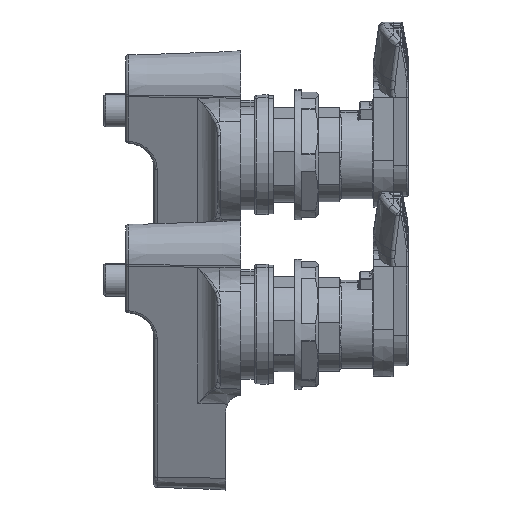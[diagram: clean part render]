
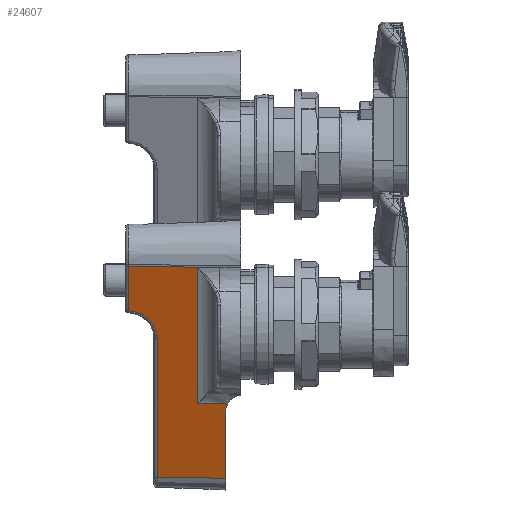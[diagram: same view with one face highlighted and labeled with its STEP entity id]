
A CAD part, left-side view. The second image highlights one B-rep face of the part: STEP entity #24607.
In plain terms, the highlighted face is planar.
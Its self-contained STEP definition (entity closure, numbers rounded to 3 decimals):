
#3267 = CARTESIAN_POINT ( 'NONE',  ( -21.75, 33.535, -9.012 ) ) ;
#4040 = CARTESIAN_POINT ( 'NONE',  ( 25.409, 4.5, -7.148 ) ) ;
#4089 = CARTESIAN_POINT ( 'NONE',  ( 22.788, 3.897, -7.329 ) ) ;
#4090 = CARTESIAN_POINT ( 'NONE',  ( 23.609, 4.296, -7.265 ) ) ;
#4091 = CARTESIAN_POINT ( 'NONE',  ( 24.497, 4.5, -7.204 ) ) ;
#4092 = CARTESIAN_POINT ( 'NONE',  ( 25.409, 4.5, -7.148 ) ) ;
#4093 =( BOUNDED_CURVE ( )  B_SPLINE_CURVE ( 3, ( #4092, #4091, #4090, #4089 ),
 .UNSPECIFIED., .F., .F. ) 
 B_SPLINE_CURVE_WITH_KNOTS ( ( 4, 4 ),
 ( 4.192, 4.644 ),
 .UNSPECIFIED. ) 
 CURVE ( )  GEOMETRIC_REPRESENTATION_ITEM ( )  RATIONAL_B_SPLINE_CURVE ( ( 1., 0.983, 0.983, 1. ) ) 
 REPRESENTATION_ITEM ( '' )  );
#4333 = CARTESIAN_POINT ( 'NONE',  ( 46.956, 4.5, -5.832 ) ) ;
#4334 = DIRECTION ( 'NONE',  ( -0.998, 0., -0.061 ) ) ;
#4335 = VECTOR ( 'NONE', #4334, 1000. ) ;
#4336 = CARTESIAN_POINT ( 'NONE',  ( -21.688, 4.5, -10.024 ) ) ;
#4337 = LINE ( 'NONE', #4336, #4335 ) ;
#4381 = CARTESIAN_POINT ( 'NONE',  ( 46.912, 25.035, -5.116 ) ) ;
#4382 = DIRECTION ( 'NONE',  ( 0.002, -0.999, -0.035 ) ) ;
#4383 = VECTOR ( 'NONE', #4382, 1000. ) ;
#4384 = CARTESIAN_POINT ( 'NONE',  ( 46.966, 0., -5.989 ) ) ;
#4385 = LINE ( 'NONE', #4384, #4383 ) ;
#4435 = DIRECTION ( 'NONE',  ( 0.998, 0., 0.061 ) ) ;
#4436 = VECTOR ( 'NONE', #4435, 1000. ) ;
#4437 = CARTESIAN_POINT ( 'NONE',  ( -21.732, 25.035, -9.308 ) ) ;
#4438 = CARTESIAN_POINT ( 'NONE',  ( 1.776, 25.035, -7.873 ) ) ;
#4439 = CARTESIAN_POINT ( 'NONE',  ( -3.267, 25.035, -8.181 ) ) ;
#4441 = CARTESIAN_POINT ( 'NONE',  ( -6.93, 28.5, -8.283 ) ) ;
#4442 = CARTESIAN_POINT ( 'NONE',  ( -7.21, 33.535, -8.124 ) ) ;
#4443 =( BOUNDED_CURVE ( )  B_SPLINE_CURVE ( 3, ( #4442, #4441, #4439, #4438 ),
 .UNSPECIFIED., .F., .T. ) 
 B_SPLINE_CURVE_WITH_KNOTS ( ( 4, 4 ),
 ( 2.677, 4.192 ),
 .UNSPECIFIED. ) 
 CURVE ( )  GEOMETRIC_REPRESENTATION_ITEM ( )  RATIONAL_B_SPLINE_CURVE ( ( 1., 0.818, 0.818, 1. ) ) 
 REPRESENTATION_ITEM ( '' )  );
#4444 = LINE ( 'NONE', #4437, #4436 ) ;
#4445 = CARTESIAN_POINT ( 'NONE',  ( 1.776, 25.035, -7.873 ) ) ;
#4446 = CARTESIAN_POINT ( 'NONE',  ( -7.21, 33.535, -8.124 ) ) ;
#4447 = DIRECTION ( 'NONE',  ( 0.998, 0., 0.061 ) ) ;
#4448 = VECTOR ( 'NONE', #4447, 1000. ) ;
#4449 = CARTESIAN_POINT ( 'NONE',  ( -7.269, 33.535, -8.128 ) ) ;
#4450 = LINE ( 'NONE', #4449, #4448 ) ;
#4451 = CARTESIAN_POINT ( 'NONE',  ( -21.691, 6.213, -9.964 ) ) ;
#4452 = DIRECTION ( 'NONE',  ( 0.002, -0.999, -0.035 ) ) ;
#4453 = VECTOR ( 'NONE', #4452, 1000. ) ;
#4454 = CARTESIAN_POINT ( 'NONE',  ( -21.678, 0., -10.181 ) ) ;
#4455 = LINE ( 'NONE', #4454, #4453 ) ;
#4491 = DIRECTION ( 'NONE',  ( -0.998, 0., -0.061 ) ) ;
#4501 = CARTESIAN_POINT ( 'NONE',  ( -21.678, 0., -10.181 ) ) ;
#4502 = DIRECTION ( 'NONE',  ( 0.061, 0.035, -0.998 ) ) ;
#4503 = PLANE ( 'NONE',  #4505 ) ;
#4505 = AXIS2_PLACEMENT_3D ( 'NONE', #4501, #4502, #4491 ) ;
#4506 = FACE_OUTER_BOUND ( 'NONE', #24610, .T. ) ;
#4591 = CARTESIAN_POINT ( 'NONE',  ( -21.691, 6.213, -9.964 ) ) ;
#4592 = CARTESIAN_POINT ( 'NONE',  ( -21.687, 6.475, -9.955 ) ) ;
#4593 = CARTESIAN_POINT ( 'NONE',  ( -21.683, 6.738, -9.946 ) ) ;
#4594 = CARTESIAN_POINT ( 'NONE',  ( -21.679, 7., -9.936 ) ) ;
#4595 = CARTESIAN_POINT ( 'NONE',  ( -21.65, 8.93, -9.867 ) ) ;
#4596 = CARTESIAN_POINT ( 'NONE',  ( -21.62, 10.86, -9.798 ) ) ;
#4597 = CARTESIAN_POINT ( 'NONE',  ( -21.59, 12.791, -9.728 ) ) ;
#4598 = B_SPLINE_CURVE_WITH_KNOTS ( 'NONE', 3,
 ( #4597, #4596, #4595, #4594, #4593, #4592, #4591 ),
 .UNSPECIFIED., .F., .F.,
 ( 4, 3, 4 ),
 ( -0.006, 0., 0.001 ),
 .UNSPECIFIED. ) ;
#4599 = CARTESIAN_POINT ( 'NONE',  ( -21.59, 12.791, -9.728 ) ) ;
#4600 = DIRECTION ( 'NONE',  ( -0.998, 0., -0.061 ) ) ;
#4601 = VECTOR ( 'NONE', #4600, 1000. ) ;
#4602 = CARTESIAN_POINT ( 'NONE',  ( 22.614, 12.791, -7.029 ) ) ;
#4603 = CARTESIAN_POINT ( 'NONE',  ( 22.652, 10.86, -7.094 ) ) ;
#4604 = CARTESIAN_POINT ( 'NONE',  ( 22.69, 8.93, -7.159 ) ) ;
#4605 = CARTESIAN_POINT ( 'NONE',  ( 22.727, 7., -7.224 ) ) ;
#4606 = CARTESIAN_POINT ( 'NONE',  ( 22.748, 5.966, -7.259 ) ) ;
#4607 = CARTESIAN_POINT ( 'NONE',  ( 22.768, 4.931, -7.294 ) ) ;
#4608 = CARTESIAN_POINT ( 'NONE',  ( 22.788, 3.897, -7.329 ) ) ;
#4609 = LINE ( 'NONE', #4612, #4601 ) ;
#4610 = CARTESIAN_POINT ( 'NONE',  ( 22.614, 12.791, -7.029 ) ) ;
#4611 = B_SPLINE_CURVE_WITH_KNOTS ( 'NONE', 3,
 ( #4608, #4607, #4606, #4605, #4604, #4603, #4602 ),
 .UNSPECIFIED., .F., .F.,
 ( 4, 3, 4 ),
 ( 0.004, 0.007, 0.013 ),
 .UNSPECIFIED. ) ;
#4612 = CARTESIAN_POINT ( 'NONE',  ( -21.705, 12.791, -9.735 ) ) ;
#22792 = CARTESIAN_POINT ( 'NONE',  ( 22.788, 3.897, -7.329 ) ) ;
#23661 = VERTEX_POINT ( 'NONE', #3267 ) ;
#24245 = VERTEX_POINT ( 'NONE', #4040 ) ;
#24279 = EDGE_CURVE ( 'NONE', #24245, #37570, #4093, .T. ) ;
#24474 = EDGE_CURVE ( 'NONE', #24476, #24245, #4337, .T. ) ;
#24476 = VERTEX_POINT ( 'NONE', #4333 ) ;
#24510 = EDGE_CURVE ( 'NONE', #24512, #24476, #4385, .T. ) ;
#24512 = VERTEX_POINT ( 'NONE', #4381 ) ;
#24568 = ORIENTED_EDGE ( 'NONE', *, *, #24571, .F. ) ;
#24571 = EDGE_CURVE ( 'NONE', #23661, #24573, #4455, .T. ) ;
#24573 = VERTEX_POINT ( 'NONE', #4451 ) ;
#24574 = ORIENTED_EDGE ( 'NONE', *, *, #24575, .T. ) ;
#24575 = EDGE_CURVE ( 'NONE', #23661, #24576, #4450, .T. ) ;
#24576 = VERTEX_POINT ( 'NONE', #4446 ) ;
#24577 = ORIENTED_EDGE ( 'NONE', *, *, #24578, .T. ) ;
#24578 = EDGE_CURVE ( 'NONE', #24576, #24579, #4443, .T. ) ;
#24579 = VERTEX_POINT ( 'NONE', #4445 ) ;
#24580 = ORIENTED_EDGE ( 'NONE', *, *, #24581, .T. ) ;
#24581 = EDGE_CURVE ( 'NONE', #24579, #24512, #4444, .T. ) ;
#24583 = ORIENTED_EDGE ( 'NONE', *, *, #24510, .T. ) ;
#24607 = ADVANCED_FACE ( 'NONE', ( #4506 ), #4503, .T. ) ;
#24610 = EDGE_LOOP ( 'NONE', ( #24568, #24574, #24577, #24580, #24583, #24692, #24694, #24696, #24703, #24709 ) ) ;
#24692 = ORIENTED_EDGE ( 'NONE', *, *, #24474, .T. ) ;
#24694 = ORIENTED_EDGE ( 'NONE', *, *, #24279, .T. ) ;
#24696 = ORIENTED_EDGE ( 'NONE', *, *, #24698, .T. ) ;
#24698 = EDGE_CURVE ( 'NONE', #37570, #24701, #4611, .T. ) ;
#24701 = VERTEX_POINT ( 'NONE', #4610 ) ;
#24703 = ORIENTED_EDGE ( 'NONE', *, *, #24705, .T. ) ;
#24705 = EDGE_CURVE ( 'NONE', #24701, #24707, #4609, .T. ) ;
#24707 = VERTEX_POINT ( 'NONE', #4599 ) ;
#24709 = ORIENTED_EDGE ( 'NONE', *, *, #24710, .T. ) ;
#24710 = EDGE_CURVE ( 'NONE', #24707, #24573, #4598, .T. ) ;
#37570 = VERTEX_POINT ( 'NONE', #22792 ) ;
